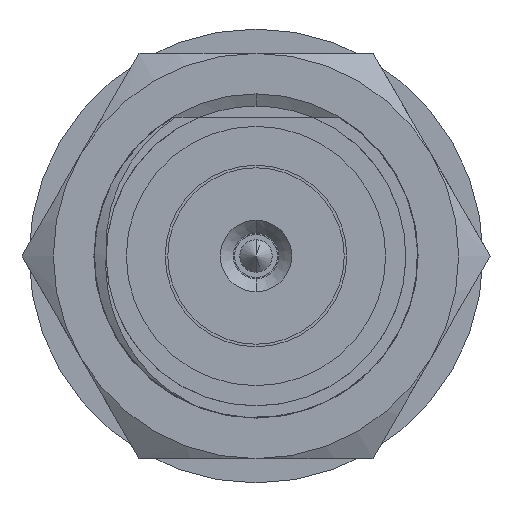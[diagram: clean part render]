
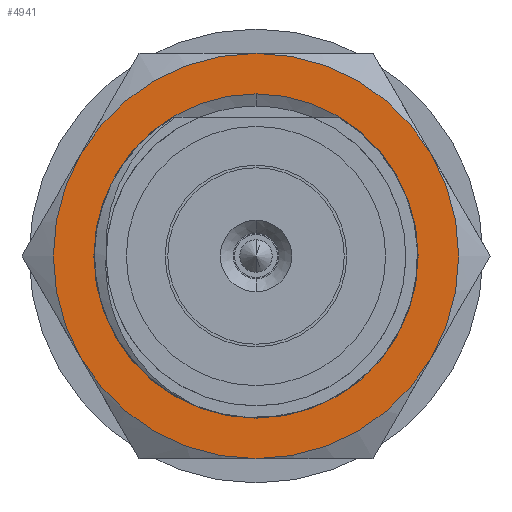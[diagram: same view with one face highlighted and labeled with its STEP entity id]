
A CAD part, left-side view. The second image highlights one B-rep face of the part: STEP entity #4941.
In plain terms, the highlighted planar face has unit normal (-1, 0, 0).
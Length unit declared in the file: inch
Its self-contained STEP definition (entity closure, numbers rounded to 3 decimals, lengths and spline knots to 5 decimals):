
#164 = DIRECTION ( 'NONE',  ( 1., 0., 0. ) ) ;
#269 = ORIENTED_EDGE ( 'NONE', *, *, #5770, .F. ) ;
#368 = AXIS2_PLACEMENT_3D ( 'NONE', #5411, #13361, #4171 ) ;
#560 = CARTESIAN_POINT ( 'NONE',  ( -0.36044, 0., 0. ) ) ;
#1311 = ORIENTED_EDGE ( 'NONE', *, *, #5192, .F. ) ;
#1555 = EDGE_CURVE ( 'NONE', #9597, #13602, #7730, .T. ) ;
#1912 = ORIENTED_EDGE ( 'NONE', *, *, #3098, .F. ) ;
#1968 = DIRECTION ( 'NONE',  ( 1., 0., 0. ) ) ;
#2125 = AXIS2_PLACEMENT_3D ( 'NONE', #6625, #11797, #10482 ) ;
#2213 = CIRCLE ( 'NONE', #6424, 0.15625 ) ;
#2388 = VERTEX_POINT ( 'NONE', #12582 ) ;
#2433 = FACE_OUTER_BOUND ( 'NONE', #14067, .T. ) ;
#2463 = CIRCLE ( 'NONE', #6159, 0.125 ) ;
#2499 = ORIENTED_EDGE ( 'NONE', *, *, #6077, .T. ) ;
#2559 = CARTESIAN_POINT ( 'NONE',  ( -0.36044, 0., 0. ) ) ;
#2665 = ORIENTED_EDGE ( 'NONE', *, *, #3989, .T. ) ;
#3020 = CIRCLE ( 'NONE', #5125, 0.15625 ) ;
#3098 = EDGE_CURVE ( 'NONE', #6606, #9597, #3020, .T. ) ;
#3129 = CARTESIAN_POINT ( 'NONE',  ( -0.36044, -0.13532, 0.07813 ) ) ;
#3274 = ORIENTED_EDGE ( 'NONE', *, *, #15491, .F. ) ;
#3439 = CIRCLE ( 'NONE', #2125, 0.15625 ) ;
#3574 = ORIENTED_EDGE ( 'NONE', *, *, #6156, .F. ) ;
#3989 = EDGE_CURVE ( 'NONE', #10217, #13095, #2463, .T. ) ;
#4171 = DIRECTION ( 'NONE',  ( 0., 0., -1. ) ) ;
#4693 = ORIENTED_EDGE ( 'NONE', *, *, #1555, .F. ) ;
#4840 = AXIS2_PLACEMENT_3D ( 'NONE', #13808, #7482, #10262 ) ;
#4941 = ADVANCED_FACE ( 'NONE', ( #12745, #2433 ), #14933, .T. ) ;
#5125 = AXIS2_PLACEMENT_3D ( 'NONE', #15263, #15349, #11666 ) ;
#5192 = EDGE_CURVE ( 'NONE', #2388, #10428, #11146, .T. ) ;
#5411 = CARTESIAN_POINT ( 'NONE',  ( -0.36044, 0., 0. ) ) ;
#5770 = EDGE_CURVE ( 'NONE', #10428, #6336, #2213, .T. ) ;
#6077 = EDGE_CURVE ( 'NONE', #13095, #10217, #8533, .T. ) ;
#6156 = EDGE_CURVE ( 'NONE', #13602, #2388, #6688, .T. ) ;
#6159 = AXIS2_PLACEMENT_3D ( 'NONE', #560, #1968, #13250 ) ;
#6336 = VERTEX_POINT ( 'NONE', #3129 ) ;
#6409 = CARTESIAN_POINT ( 'NONE',  ( -0.36044, -0.13532, -0.07812 ) ) ;
#6424 = AXIS2_PLACEMENT_3D ( 'NONE', #2559, #11051, #11125 ) ;
#6433 = AXIS2_PLACEMENT_3D ( 'NONE', #6696, #164, #15217 ) ;
#6606 = VERTEX_POINT ( 'NONE', #6409 ) ;
#6625 = CARTESIAN_POINT ( 'NONE',  ( -0.36044, 0., 0. ) ) ;
#6688 = CIRCLE ( 'NONE', #13497, 0.15625 ) ;
#6696 = CARTESIAN_POINT ( 'NONE',  ( -0.36044, 0., 0. ) ) ;
#7335 = CARTESIAN_POINT ( 'NONE',  ( -0.36044, 0., 0.125 ) ) ;
#7482 = DIRECTION ( 'NONE',  ( -1., 0., 0. ) ) ;
#7730 = CIRCLE ( 'NONE', #13534, 0.15625 ) ;
#8533 = CIRCLE ( 'NONE', #6433, 0.125 ) ;
#8633 = CARTESIAN_POINT ( 'NONE',  ( -0.36044, 0., -0.125 ) ) ;
#8671 = CARTESIAN_POINT ( 'NONE',  ( -0.36044, 0., 0. ) ) ;
#9597 = VERTEX_POINT ( 'NONE', #14080 ) ;
#9780 = EDGE_LOOP ( 'NONE', ( #2665, #2499 ) ) ;
#10217 = VERTEX_POINT ( 'NONE', #7335 ) ;
#10262 = DIRECTION ( 'NONE',  ( 0., 0., 1. ) ) ;
#10428 = VERTEX_POINT ( 'NONE', #10994 ) ;
#10482 = DIRECTION ( 'NONE',  ( 0., 0., -1. ) ) ;
#10994 = CARTESIAN_POINT ( 'NONE',  ( -0.36044, 0., 0.15625 ) ) ;
#11051 = DIRECTION ( 'NONE',  ( 1., 0., 0. ) ) ;
#11125 = DIRECTION ( 'NONE',  ( 0., 0., -1. ) ) ;
#11146 = CIRCLE ( 'NONE', #368, 0.15625 ) ;
#11293 = DIRECTION ( 'NONE',  ( 1., 0., 0. ) ) ;
#11458 = CARTESIAN_POINT ( 'NONE',  ( -0.36044, 0., 0. ) ) ;
#11666 = DIRECTION ( 'NONE',  ( 0., 0., -1. ) ) ;
#11797 = DIRECTION ( 'NONE',  ( 1., 0., 0. ) ) ;
#12208 = CARTESIAN_POINT ( 'NONE',  ( -0.36044, 0.13532, -0.07812 ) ) ;
#12582 = CARTESIAN_POINT ( 'NONE',  ( -0.36044, 0.13532, 0.07812 ) ) ;
#12745 = FACE_BOUND ( 'NONE', #9780, .T. ) ;
#12785 = DIRECTION ( 'NONE',  ( 1., 0., 0. ) ) ;
#13095 = VERTEX_POINT ( 'NONE', #8633 ) ;
#13250 = DIRECTION ( 'NONE',  ( 0., 0., -1. ) ) ;
#13361 = DIRECTION ( 'NONE',  ( 1., 0., 0. ) ) ;
#13497 = AXIS2_PLACEMENT_3D ( 'NONE', #11458, #12785, #14088 ) ;
#13534 = AXIS2_PLACEMENT_3D ( 'NONE', #8671, #11293, #14901 ) ;
#13602 = VERTEX_POINT ( 'NONE', #12208 ) ;
#13808 = CARTESIAN_POINT ( 'NONE',  ( -0.36044, 0.125, 0. ) ) ;
#14067 = EDGE_LOOP ( 'NONE', ( #269, #1311, #3574, #4693, #1912, #3274 ) ) ;
#14080 = CARTESIAN_POINT ( 'NONE',  ( -0.36044, 0., -0.15625 ) ) ;
#14088 = DIRECTION ( 'NONE',  ( 0., 0., -1. ) ) ;
#14901 = DIRECTION ( 'NONE',  ( 0., 0., -1. ) ) ;
#14933 = PLANE ( 'NONE',  #4840 ) ;
#15217 = DIRECTION ( 'NONE',  ( 0., 0., -1. ) ) ;
#15263 = CARTESIAN_POINT ( 'NONE',  ( -0.36044, 0., 0. ) ) ;
#15349 = DIRECTION ( 'NONE',  ( 1., 0., 0. ) ) ;
#15491 = EDGE_CURVE ( 'NONE', #6336, #6606, #3439, .T. ) ;
